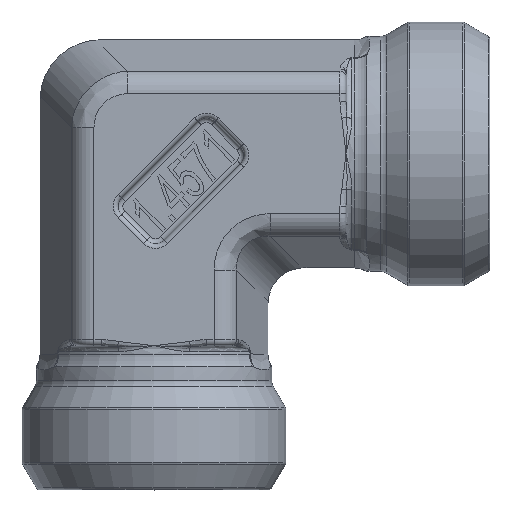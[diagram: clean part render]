
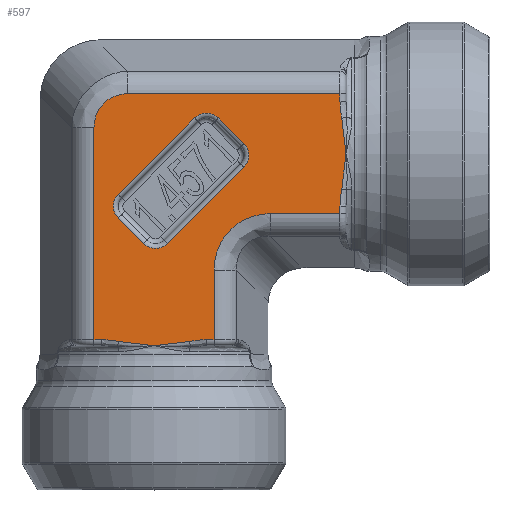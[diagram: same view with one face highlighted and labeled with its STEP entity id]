
A CAD part, top view. The second image highlights one B-rep face of the part: STEP entity #597.
In plain terms, the highlighted planar face has unit normal (0, 0, 1).
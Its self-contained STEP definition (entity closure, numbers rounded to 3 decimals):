
#244=FACE_BOUND('',#1275,.T.);
#245=FACE_BOUND('',#1276,.T.);
#398=CIRCLE('',#4961,1.4);
#399=CIRCLE('',#4962,1.4);
#400=CIRCLE('',#4963,1.4);
#401=CIRCLE('',#4964,1.4);
#597=ADVANCED_FACE('',(#244,#245),#889,.T.);
#889=PLANE('',#4967);
#1275=EDGE_LOOP('',(#1951,#1952,#1953,#1954,#1955,#1956,#1957,#1958));
#1276=EDGE_LOOP('',(#1959,#1960,#1961,#1962,#1963,#1964,#1965,#1966,#1967,
#1968,#1969,#1970,#1971,#1972,#1973,#1974,#1975,#1976));
#1597=ELLIPSE('',#4965,3.374,3.);
#1598=ELLIPSE('',#4966,5.623,5.);
#1649=B_SPLINE_CURVE_WITH_KNOTS('',3,(#7243,#7244,#7245,#7246),
 .UNSPECIFIED.,.F.,.F.,(4,4),(0.,1.),.UNSPECIFIED.);
#1650=B_SPLINE_CURVE_WITH_KNOTS('',3,(#7259,#7260,#7261,#7262),
 .UNSPECIFIED.,.F.,.F.,(4,4),(0.,1.),.UNSPECIFIED.);
#1651=B_SPLINE_CURVE_WITH_KNOTS('',3,(#7264,#7265,#7266,#7267,#7268,#7269),
 .UNSPECIFIED.,.F.,.F.,(4,2,4),(0.,0.5,1.),.UNSPECIFIED.);
#1652=B_SPLINE_CURVE_WITH_KNOTS('',3,(#7270,#7271,#7272,#7273,#7274,#7275),
 .UNSPECIFIED.,.F.,.F.,(4,2,4),(0.,0.5,1.),.UNSPECIFIED.);
#1653=B_SPLINE_CURVE_WITH_KNOTS('',3,(#7277,#7278,#7279,#7280),
 .UNSPECIFIED.,.F.,.F.,(4,4),(0.,1.),.UNSPECIFIED.);
#1654=B_SPLINE_CURVE_WITH_KNOTS('',3,(#7292,#7293,#7294,#7295),
 .UNSPECIFIED.,.F.,.F.,(4,4),(0.,1.),.UNSPECIFIED.);
#1655=B_SPLINE_CURVE_WITH_KNOTS('',3,(#7297,#7298,#7299,#7300,#7301,#7302),
 .UNSPECIFIED.,.F.,.F.,(4,2,4),(0.,0.5,1.),.UNSPECIFIED.);
#1656=B_SPLINE_CURVE_WITH_KNOTS('',3,(#7304,#7305,#7306,#7307,#7308,#7309),
 .UNSPECIFIED.,.F.,.F.,(4,2,4),(0.,0.5,1.),.UNSPECIFIED.);
#1951=ORIENTED_EDGE('',*,*,#3749,.T.);
#1952=ORIENTED_EDGE('',*,*,#3750,.T.);
#1953=ORIENTED_EDGE('',*,*,#3751,.T.);
#1954=ORIENTED_EDGE('',*,*,#3752,.T.);
#1955=ORIENTED_EDGE('',*,*,#3753,.T.);
#1956=ORIENTED_EDGE('',*,*,#3754,.T.);
#1957=ORIENTED_EDGE('',*,*,#3755,.T.);
#1958=ORIENTED_EDGE('',*,*,#3756,.T.);
#1959=ORIENTED_EDGE('',*,*,#3757,.T.);
#1960=ORIENTED_EDGE('',*,*,#3758,.T.);
#1961=ORIENTED_EDGE('',*,*,#3759,.T.);
#1962=ORIENTED_EDGE('',*,*,#3760,.F.);
#1963=ORIENTED_EDGE('',*,*,#3761,.F.);
#1964=ORIENTED_EDGE('',*,*,#3762,.T.);
#1965=ORIENTED_EDGE('',*,*,#3763,.T.);
#1966=ORIENTED_EDGE('',*,*,#3764,.T.);
#1967=ORIENTED_EDGE('',*,*,#3765,.T.);
#1968=ORIENTED_EDGE('',*,*,#3766,.T.);
#1969=ORIENTED_EDGE('',*,*,#3767,.T.);
#1970=ORIENTED_EDGE('',*,*,#3768,.T.);
#1971=ORIENTED_EDGE('',*,*,#3769,.T.);
#1972=ORIENTED_EDGE('',*,*,#3770,.T.);
#1973=ORIENTED_EDGE('',*,*,#3771,.T.);
#1974=ORIENTED_EDGE('',*,*,#3772,.T.);
#1975=ORIENTED_EDGE('',*,*,#3773,.T.);
#1976=ORIENTED_EDGE('',*,*,#3774,.T.);
#3179=VERTEX_POINT('',#6809);
#3302=VERTEX_POINT('',#7228);
#3303=VERTEX_POINT('',#7229);
#3304=VERTEX_POINT('',#7231);
#3305=VERTEX_POINT('',#7233);
#3306=VERTEX_POINT('',#7235);
#3307=VERTEX_POINT('',#7237);
#3308=VERTEX_POINT('',#7239);
#3309=VERTEX_POINT('',#7241);
#3310=VERTEX_POINT('',#7247);
#3311=VERTEX_POINT('',#7248);
#3312=VERTEX_POINT('',#7250);
#3313=VERTEX_POINT('',#7252);
#3314=VERTEX_POINT('',#7254);
#3315=VERTEX_POINT('',#7256);
#3316=VERTEX_POINT('',#7258);
#3317=VERTEX_POINT('',#7263);
#3318=VERTEX_POINT('',#7276);
#3319=VERTEX_POINT('',#7281);
#3320=VERTEX_POINT('',#7283);
#3321=VERTEX_POINT('',#7285);
#3322=VERTEX_POINT('',#7287);
#3323=VERTEX_POINT('',#7289);
#3324=VERTEX_POINT('',#7291);
#3325=VERTEX_POINT('',#7296);
#3326=VERTEX_POINT('',#7303);
#3749=EDGE_CURVE('',#3302,#3303,#4368,.T.);
#3750=EDGE_CURVE('',#3303,#3304,#398,.T.);
#3751=EDGE_CURVE('',#3304,#3305,#4369,.T.);
#3752=EDGE_CURVE('',#3305,#3306,#399,.T.);
#3753=EDGE_CURVE('',#3306,#3307,#4370,.T.);
#3754=EDGE_CURVE('',#3307,#3308,#400,.T.);
#3755=EDGE_CURVE('',#3308,#3309,#4371,.T.);
#3756=EDGE_CURVE('',#3309,#3302,#401,.T.);
#3757=EDGE_CURVE('',#3310,#3311,#1649,.T.);
#3758=EDGE_CURVE('',#3311,#3312,#4372,.T.);
#3759=EDGE_CURVE('',#3312,#3313,#4373,.T.);
#3760=EDGE_CURVE('',#3314,#3313,#1597,.T.);
#3761=EDGE_CURVE('',#3315,#3314,#4374,.T.);
#3762=EDGE_CURVE('',#3315,#3316,#4375,.T.);
#3763=EDGE_CURVE('',#3316,#3317,#1650,.T.);
#3764=EDGE_CURVE('',#3317,#3179,#1651,.T.);
#3765=EDGE_CURVE('',#3179,#3318,#1652,.T.);
#3766=EDGE_CURVE('',#3318,#3319,#1653,.T.);
#3767=EDGE_CURVE('',#3319,#3320,#4376,.T.);
#3768=EDGE_CURVE('',#3320,#3321,#4377,.T.);
#3769=EDGE_CURVE('',#3321,#3322,#1598,.T.);
#3770=EDGE_CURVE('',#3322,#3323,#4378,.T.);
#3771=EDGE_CURVE('',#3323,#3324,#4379,.T.);
#3772=EDGE_CURVE('',#3324,#3325,#1654,.T.);
#3773=EDGE_CURVE('',#3325,#3326,#1655,.T.);
#3774=EDGE_CURVE('',#3326,#3310,#1656,.T.);
#4368=LINE('',#7227,#4690);
#4369=LINE('',#7232,#4691);
#4370=LINE('',#7236,#4692);
#4371=LINE('',#7240,#4693);
#4372=LINE('',#7249,#4694);
#4373=LINE('',#7251,#4695);
#4374=LINE('',#7255,#4696);
#4375=LINE('',#7257,#4697);
#4376=LINE('',#7282,#4698);
#4377=LINE('',#7284,#4699);
#4378=LINE('',#7288,#4700);
#4379=LINE('',#7290,#4701);
#4690=VECTOR('',#5566,1.);
#4691=VECTOR('',#5569,1.);
#4692=VECTOR('',#5572,1.);
#4693=VECTOR('',#5575,1.);
#4694=VECTOR('',#5578,1.);
#4695=VECTOR('',#5579,1.);
#4696=VECTOR('',#5582,1.);
#4697=VECTOR('',#5583,1.);
#4698=VECTOR('',#5584,1.);
#4699=VECTOR('',#5585,1.);
#4700=VECTOR('',#5588,1.);
#4701=VECTOR('',#5589,1.);
#4961=AXIS2_PLACEMENT_3D('',#7230,#5567,#5568);
#4962=AXIS2_PLACEMENT_3D('',#7234,#5570,#5571);
#4963=AXIS2_PLACEMENT_3D('',#7238,#5573,#5574);
#4964=AXIS2_PLACEMENT_3D('',#7242,#5576,#5577);
#4965=AXIS2_PLACEMENT_3D('',#7253,#5580,#5581);
#4966=AXIS2_PLACEMENT_3D('',#7286,#5586,#5587);
#4967=AXIS2_PLACEMENT_3D('',#7310,#5590,#5591);
#5566=DIRECTION('',(-0.707,-0.707,0.));
#5567=DIRECTION('',(0.,0.,-1.));
#5568=DIRECTION('',(1.,0.,0.));
#5569=DIRECTION('',(-0.707,0.707,0.));
#5570=DIRECTION('',(0.,0.,-1.));
#5571=DIRECTION('',(1.,0.,0.));
#5572=DIRECTION('',(0.707,0.707,0.));
#5573=DIRECTION('',(0.,0.,-1.));
#5574=DIRECTION('',(1.,0.,0.));
#5575=DIRECTION('',(0.707,-0.707,0.));
#5576=DIRECTION('',(0.,0.,-1.));
#5577=DIRECTION('',(1.,0.,0.));
#5578=DIRECTION('',(0.,1.,0.));
#5579=DIRECTION('',(-1.,0.,0.));
#5580=DIRECTION('',(0.,0.,-1.));
#5581=DIRECTION('',(-0.707,0.707,0.));
#5582=DIRECTION('',(0.,1.,0.));
#5583=DIRECTION('',(1.,0.,0.));
#5584=DIRECTION('',(1.,0.,0.));
#5585=DIRECTION('',(0.,1.,0.));
#5586=DIRECTION('',(0.,0.,-1.));
#5587=DIRECTION('',(0.707,-0.707,0.));
#5588=DIRECTION('',(1.,0.,0.));
#5589=DIRECTION('',(0.,1.,0.));
#5590=DIRECTION('',(0.,0.,1.));
#5591=DIRECTION('',(-1.,0.,0.));
#6809=CARTESIAN_POINT('',(0.,-16.,9.5));
#7227=CARTESIAN_POINT('',(0.412,-8.19,9.5));
#7228=CARTESIAN_POINT('',(7.483,-1.119,9.5));
#7229=CARTESIAN_POINT('',(1.119,-7.483,9.5));
#7230=CARTESIAN_POINT('',(0.129,-6.493,9.5));
#7231=CARTESIAN_POINT('',(-0.861,-7.483,9.5));
#7232=CARTESIAN_POINT('',(-3.689,-4.655,9.5));
#7233=CARTESIAN_POINT('',(-2.982,-5.362,9.5));
#7234=CARTESIAN_POINT('',(-1.992,-4.372,9.5));
#7235=CARTESIAN_POINT('',(-2.982,-3.382,9.5));
#7236=CARTESIAN_POINT('',(4.089,3.689,9.5));
#7237=CARTESIAN_POINT('',(3.382,2.982,9.5));
#7238=CARTESIAN_POINT('',(4.372,1.992,9.5));
#7239=CARTESIAN_POINT('',(5.362,2.982,9.5));
#7240=CARTESIAN_POINT('',(8.19,0.154,9.5));
#7241=CARTESIAN_POINT('',(7.483,0.861,9.5));
#7242=CARTESIAN_POINT('',(6.493,-0.129,9.5));
#7243=CARTESIAN_POINT('',(15.65,2.958,9.5));
#7244=CARTESIAN_POINT('',(15.56,3.421,9.5));
#7245=CARTESIAN_POINT('',(15.5,3.887,9.5));
#7246=CARTESIAN_POINT('',(15.5,4.359,9.5));
#7247=CARTESIAN_POINT('',(15.65,2.958,9.5));
#7248=CARTESIAN_POINT('',(15.5,4.359,9.5));
#7249=CARTESIAN_POINT('',(15.5,5.006,9.5));
#7250=CARTESIAN_POINT('',(15.5,5.006,9.5));
#7251=CARTESIAN_POINT('',(4.797,5.006,9.5));
#7252=CARTESIAN_POINT('',(-2.187,5.006,9.5));
#7253=CARTESIAN_POINT('',(-1.813,1.813,9.5));
#7254=CARTESIAN_POINT('',(-5.006,2.187,9.5));
#7255=CARTESIAN_POINT('',(-5.006,6.406,9.5));
#7256=CARTESIAN_POINT('',(-5.006,-15.5,9.5));
#7257=CARTESIAN_POINT('',(4.797,-15.5,9.5));
#7258=CARTESIAN_POINT('',(-4.359,-15.5,9.5));
#7259=CARTESIAN_POINT('',(-4.359,-15.5,9.5));
#7260=CARTESIAN_POINT('',(-3.887,-15.5,9.5));
#7261=CARTESIAN_POINT('',(-3.421,-15.56,9.5));
#7262=CARTESIAN_POINT('',(-2.958,-15.65,9.5));
#7263=CARTESIAN_POINT('',(-2.958,-15.65,9.5));
#7264=CARTESIAN_POINT('',(-2.958,-15.65,9.5));
#7265=CARTESIAN_POINT('',(-2.47,-15.744,9.5));
#7266=CARTESIAN_POINT('',(-1.977,-15.8,9.5));
#7267=CARTESIAN_POINT('',(-0.989,-15.907,9.5));
#7268=CARTESIAN_POINT('',(-0.494,-15.954,9.5));
#7269=CARTESIAN_POINT('',(0.,-16.,9.5));
#7270=CARTESIAN_POINT('',(0.,-16.,9.5));
#7271=CARTESIAN_POINT('',(0.494,-15.954,9.5));
#7272=CARTESIAN_POINT('',(0.989,-15.907,9.5));
#7273=CARTESIAN_POINT('',(1.976,-15.8,9.5));
#7274=CARTESIAN_POINT('',(2.47,-15.744,9.5));
#7275=CARTESIAN_POINT('',(2.958,-15.65,9.5));
#7276=CARTESIAN_POINT('',(2.958,-15.65,9.5));
#7277=CARTESIAN_POINT('',(2.958,-15.65,9.5));
#7278=CARTESIAN_POINT('',(3.421,-15.56,9.5));
#7279=CARTESIAN_POINT('',(3.887,-15.5,9.5));
#7280=CARTESIAN_POINT('',(4.359,-15.5,9.5));
#7281=CARTESIAN_POINT('',(4.359,-15.5,9.5));
#7282=CARTESIAN_POINT('',(4.797,-15.5,9.5));
#7283=CARTESIAN_POINT('',(5.006,-15.5,9.5));
#7284=CARTESIAN_POINT('',(5.006,6.406,9.5));
#7285=CARTESIAN_POINT('',(5.006,-9.704,9.5));
#7286=CARTESIAN_POINT('',(10.327,-10.327,9.5));
#7287=CARTESIAN_POINT('',(9.704,-5.006,9.5));
#7288=CARTESIAN_POINT('',(4.797,-5.006,9.5));
#7289=CARTESIAN_POINT('',(15.5,-5.006,9.5));
#7290=CARTESIAN_POINT('',(15.5,-3.122,9.5));
#7291=CARTESIAN_POINT('',(15.5,-4.359,9.5));
#7292=CARTESIAN_POINT('',(15.5,-4.359,9.5));
#7293=CARTESIAN_POINT('',(15.5,-3.887,9.5));
#7294=CARTESIAN_POINT('',(15.56,-3.421,9.5));
#7295=CARTESIAN_POINT('',(15.65,-2.958,9.5));
#7296=CARTESIAN_POINT('',(15.65,-2.958,9.5));
#7297=CARTESIAN_POINT('',(15.65,-2.958,9.5));
#7298=CARTESIAN_POINT('',(15.744,-2.47,9.5));
#7299=CARTESIAN_POINT('',(15.8,-1.977,9.5));
#7300=CARTESIAN_POINT('',(15.907,-0.989,9.5));
#7301=CARTESIAN_POINT('',(15.954,-0.494,9.5));
#7302=CARTESIAN_POINT('',(16.,0.,9.5));
#7303=CARTESIAN_POINT('',(16.,0.,9.5));
#7304=CARTESIAN_POINT('',(16.,0.,9.5));
#7305=CARTESIAN_POINT('',(15.954,0.494,9.5));
#7306=CARTESIAN_POINT('',(15.907,0.989,9.5));
#7307=CARTESIAN_POINT('',(15.8,1.977,9.5));
#7308=CARTESIAN_POINT('',(15.744,2.47,9.5));
#7309=CARTESIAN_POINT('',(15.65,2.958,9.5));
#7310=CARTESIAN_POINT('',(4.797,6.406,9.5));
